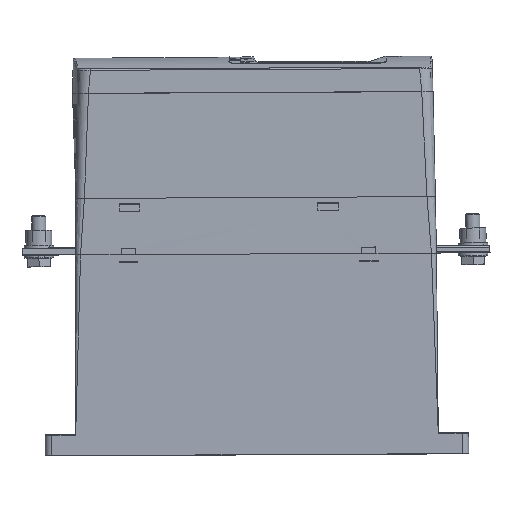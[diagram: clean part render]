
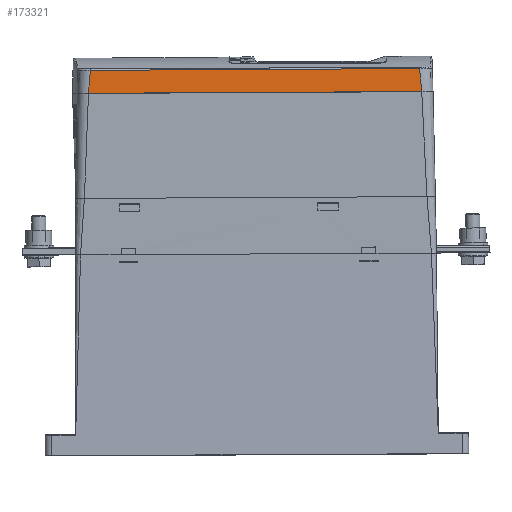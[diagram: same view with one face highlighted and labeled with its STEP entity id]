
A CAD part, left-side view. The second image highlights one B-rep face of the part: STEP entity #173321.
In plain terms, the highlighted planar face has unit normal (-1, 0, 0.026).
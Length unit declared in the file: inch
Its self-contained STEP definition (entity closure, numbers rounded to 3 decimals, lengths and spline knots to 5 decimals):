
#2681 = CARTESIAN_POINT ( 'NONE',  ( -8.94889, 10.56444, 9.94916 ) ) ;
#3468 = CARTESIAN_POINT ( 'NONE',  ( -8.96148, 10.60638, 9.46822 ) ) ;
#4455 = CARTESIAN_POINT ( 'NONE',  ( -8.94872, 10.56387, 9.95548 ) ) ;
#5347 = CARTESIAN_POINT ( 'NONE',  ( -8.94531, 10.55466, 10.08568 ) ) ;
#5366 = EDGE_CURVE ( 'NONE', #70580, #135771, #139836, .T. ) ;
#6243 = CARTESIAN_POINT ( 'NONE',  ( -8.9509, 10.57201, 9.87214 ) ) ;
#7601 = CARTESIAN_POINT ( 'NONE',  ( -8.96148, 1.20955, 9.51742 ) ) ;
#10072 = CARTESIAN_POINT ( 'NONE',  ( -8.96148, 1.3079, 9.5169 ) ) ;
#10685 = CARTESIAN_POINT ( 'NONE',  ( -8.95469, 10.58745, 9.72742 ) ) ;
#11827 = CARTESIAN_POINT ( 'NONE',  ( -8.9503, 1.3574, 9.94359 ) ) ;
#16187 = CARTESIAN_POINT ( 'NONE',  ( -8.95099, 10.57234, 9.86892 ) ) ;
#16967 = EDGE_CURVE ( 'NONE', #135771, #59498, #152487, .T. ) ;
#17942 = CARTESIAN_POINT ( 'NONE',  ( -8.94969, 10.56731, 9.91852 ) ) ;
#19417 = ORIENTED_EDGE ( 'NONE', *, *, #154588, .F. ) ;
#19701 = CARTESIAN_POINT ( 'NONE',  ( -8.95098, 10.5723, 9.86934 ) ) ;
#23242 = CARTESIAN_POINT ( 'NONE',  ( -8.95305, 10.58078, 9.78998 ) ) ;
#23685 = DIRECTION ( 'NONE',  ( -1., 0., 0.026 ) ) ;
#29615 = CARTESIAN_POINT ( 'NONE',  ( -8.95097, 10.57226, 9.86969 ) ) ;
#31348 = CARTESIAN_POINT ( 'NONE',  ( -8.95158, 10.57475, 9.8461 ) ) ;
#33119 = CARTESIAN_POINT ( 'NONE',  ( -8.95082, 10.57167, 9.87539 ) ) ;
#34896 = CARTESIAN_POINT ( 'NONE',  ( -8.95517, 10.58935, 9.70899 ) ) ;
#35776 = CARTESIAN_POINT ( 'NONE',  ( -8.95302, 10.58065, 9.79118 ) ) ;
#37554 = CARTESIAN_POINT ( 'NONE',  ( -8.95512, 10.58916, 9.71085 ) ) ;
#43066 = CARTESIAN_POINT ( 'NONE',  ( -8.95098, 10.57233, 9.8691 ) ) ;
#44821 = CARTESIAN_POINT ( 'NONE',  ( -8.94885, 10.56431, 9.9506 ) ) ;
#45691 = CARTESIAN_POINT ( 'NONE',  ( -8.95287, 10.58002, 9.7971 ) ) ;
#46283 = ORIENTED_EDGE ( 'NONE', *, *, #5366, .T. ) ;
#46587 = CARTESIAN_POINT ( 'NONE',  ( -8.95032, 10.56972, 9.89443 ) ) ;
#48343 = CARTESIAN_POINT ( 'NONE',  ( -8.95515, 10.58927, 9.70976 ) ) ;
#57362 = CARTESIAN_POINT ( 'NONE',  ( -8.95118, 10.57311, 9.86158 ) ) ;
#59129 = CARTESIAN_POINT ( 'NONE',  ( -8.95065, 10.57101, 9.88183 ) ) ;
#59498 = VERTEX_POINT ( 'NONE', #3468 ) ;
#60012 = CARTESIAN_POINT ( 'NONE',  ( -8.94881, 10.56417, 9.95223 ) ) ;
#61783 = CARTESIAN_POINT ( 'NONE',  ( -8.95518, 10.58935, 9.70891 ) ) ;
#62177 = ORIENTED_EDGE ( 'NONE', *, *, #169597, .T. ) ;
#62669 = CARTESIAN_POINT ( 'NONE',  ( -8.95412, 10.58516, 9.74924 ) ) ;
#65758 = FACE_OUTER_BOUND ( 'NONE', #148018, .T. ) ;
#67357 = ORIENTED_EDGE ( 'NONE', *, *, #16967, .T. ) ;
#70580 = VERTEX_POINT ( 'NONE', #90965 ) ;
#79218 = CARTESIAN_POINT ( 'NONE',  ( -8.96148, 10.92125, 9.46657 ) ) ;
#80094 = PLANE ( 'NONE',  #107033 ) ;
#85188 = DIRECTION ( 'NONE',  ( 0., 1., -0.005 ) ) ;
#86020 = CARTESIAN_POINT ( 'NONE',  ( -8.9447, 10.55383, 10.1093 ) ) ;
#86911 = CARTESIAN_POINT ( 'NONE',  ( -8.9463, 10.55661, 10.04792 ) ) ;
#89565 = CARTESIAN_POINT ( 'NONE',  ( -8.95612, 10.59294, 9.67295 ) ) ;
#90446 = CARTESIAN_POINT ( 'NONE',  ( -8.95724, 10.59683, 9.63007 ) ) ;
#90965 = CARTESIAN_POINT ( 'NONE',  ( -8.9447, 1.36717, 10.1574 ) ) ;
#91342 = CARTESIAN_POINT ( 'NONE',  ( -8.95671, 10.59506, 9.65017 ) ) ;
#91783 = DIRECTION ( 'NONE',  ( -0.026, -0.005, -1. ) ) ;
#99479 = CARTESIAN_POINT ( 'NONE',  ( -8.94887, 10.56438, 9.9499 ) ) ;
#100359 = CARTESIAN_POINT ( 'NONE',  ( -8.95297, 10.58046, 9.79298 ) ) ;
#102123 = CARTESIAN_POINT ( 'NONE',  ( -8.95726, 10.5969, 9.62932 ) ) ;
#103005 = CARTESIAN_POINT ( 'NONE',  ( -8.95507, 10.58893, 9.71307 ) ) ;
#105650 = CARTESIAN_POINT ( 'NONE',  ( -8.95495, 10.58846, 9.71766 ) ) ;
#107033 = AXIS2_PLACEMENT_3D ( 'NONE', #79218, #23685, #91783 ) ;
#107765 = CARTESIAN_POINT ( 'NONE',  ( -8.96148, 1.3079, 9.5169 ) ) ;
#108580 = VECTOR ( 'NONE', #85188, 39.37008 ) ;
#113810 = CARTESIAN_POINT ( 'NONE',  ( -8.95227, 10.57754, 9.82009 ) ) ;
#114689 = CARTESIAN_POINT ( 'NONE',  ( -8.9492, 10.56552, 9.93729 ) ) ;
#116460 = CARTESIAN_POINT ( 'NONE',  ( -8.95557, 10.59087, 9.69398 ) ) ;
#129001 = CARTESIAN_POINT ( 'NONE',  ( -8.94855, 10.5633, 9.96194 ) ) ;
#129874 = CARTESIAN_POINT ( 'NONE',  ( -8.95727, 10.59692, 9.62903 ) ) ;
#130358 = DIRECTION ( 'NONE',  ( 0., -1., 0.005 ) ) ;
#130764 = CARTESIAN_POINT ( 'NONE',  ( -8.95721, 10.59674, 9.6312 ) ) ;
#132557 = CARTESIAN_POINT ( 'NONE',  ( -8.95516, 10.58932, 9.70929 ) ) ;
#132826 = CARTESIAN_POINT ( 'NONE',  ( -8.95587, 1.31552, 9.73078 ) ) ;
#133438 = CARTESIAN_POINT ( 'NONE',  ( -8.95353, 10.58274, 9.7719 ) ) ;
#135771 = VERTEX_POINT ( 'NONE', #149217 ) ;
#138082 = VERTEX_POINT ( 'NONE', #107765 ) ;
#139836 = LINE ( 'NONE', #141591, #108580 ) ;
#140688 = CARTESIAN_POINT ( 'NONE',  ( -8.94822, 10.56219, 9.97473 ) ) ;
#141591 = CARTESIAN_POINT ( 'NONE',  ( -8.9447, 10.9246, 10.10735 ) ) ;
#142911 = LINE ( 'NONE', #7601, #163598 ) ;
#144209 = CARTESIAN_POINT ( 'NONE',  ( -8.95307, 10.58086, 9.7893 ) ) ;
#146002 = CARTESIAN_POINT ( 'NONE',  ( -8.96148, 10.60638, 9.46822 ) ) ;
#148018 = EDGE_LOOP ( 'NONE', ( #19417, #46283, #67357, #62177 ) ) ;
#149217 = CARTESIAN_POINT ( 'NONE',  ( -8.9447, 10.55383, 10.1093 ) ) ;
#152378 = CARTESIAN_POINT ( 'NONE',  ( -8.95095, 10.57218, 9.87051 ) ) ;
#152487 = B_SPLINE_CURVE_WITH_KNOTS ( 'NONE', 3,
 ( #86020, #5347, #86911, #169347, #140688, #129001, #4455, #60012, #44821, #99479, #154121, #2681, #114689, #17942, #46587, #59129, #33119, #6243, #152378, #29615, #19701, #43066, #16187, #57362, #31348, #113810, #168464, #45691, #100359, #35776, #23242, #144209, #133438, #62669, #10685, #105650, #103005, #37554, #48343, #132557, #34896, #61783, #116460, #89565, #91342, #171105, #157663, #130764, #90446, #102123, #129874, #159436, #160327, #146002 ),
 .UNSPECIFIED., .F., .F.,
 ( 4, 1, 1, 1, 1, 1, 1, 1, 2, 2, 1, 1, 1, 1, 1, 1, 1, 2, 2, 1, 1, 1, 1, 1, 2, 2, 1, 1, 1, 1, 1, 1, 2, 2, 1, 1, 1, 1, 1, 2, 2, 4 ),
 ( 0., 0.125, 0.1875, 0.21875, 0.23437, 0.24219, 0.24609, 0.24805, 0.24902, 0.25, 0.3125, 0.34375, 0.35937, 0.36719, 0.37109, 0.37305, 0.37402, 0.37451, 0.375, 0.4375, 0.46875, 0.48438, 0.49219, 0.49609, 0.49805, 0.5, 0.5625, 0.59375, 0.60938, 0.61719, 0.62109, 0.62305, 0.62402, 0.625, 0.6875, 0.71875, 0.73438, 0.74219, 0.74609, 0.74805, 0.75, 1. ),
 .UNSPECIFIED. ) ;
#154121 = CARTESIAN_POINT ( 'NONE',  ( -8.94888, 10.56442, 9.94944 ) ) ;
#154588 = EDGE_CURVE ( 'NONE', #70580, #138082, #166978, .T. ) ;
#157663 = CARTESIAN_POINT ( 'NONE',  ( -8.95714, 10.59651, 9.63386 ) ) ;
#159436 = CARTESIAN_POINT ( 'NONE',  ( -8.95882, 10.60204, 9.56947 ) ) ;
#160327 = CARTESIAN_POINT ( 'NONE',  ( -8.96022, 10.60518, 9.51602 ) ) ;
#163598 = VECTOR ( 'NONE', #130358, 39.37008 ) ;
#166978 = B_SPLINE_CURVE_WITH_KNOTS ( 'NONE', 3,
 ( #173145, #11827, #132826, #10072 ),
 .UNSPECIFIED., .F., .F.,
 ( 4, 4 ),
 ( 0., 1. ),
 .UNSPECIFIED. ) ;
#168464 = CARTESIAN_POINT ( 'NONE',  ( -8.95266, 10.57915, 9.80509 ) ) ;
#169347 = CARTESIAN_POINT ( 'NONE',  ( -8.94756, 10.56013, 9.99981 ) ) ;
#169597 = EDGE_CURVE ( 'NONE', #59498, #138082, #142911, .T. ) ;
#171105 = CARTESIAN_POINT ( 'NONE',  ( -8.957, 10.59603, 9.63922 ) ) ;
#173145 = CARTESIAN_POINT ( 'NONE',  ( -8.9447, 1.36717, 10.1574 ) ) ;
#173321 = ADVANCED_FACE ( 'NONE', ( #65758 ), #80094, .T. ) ;
